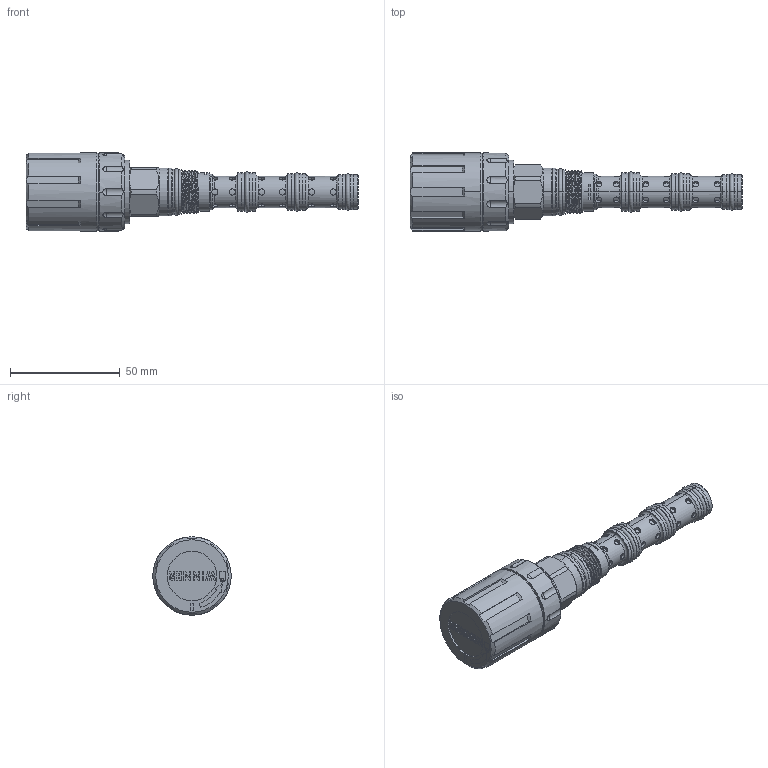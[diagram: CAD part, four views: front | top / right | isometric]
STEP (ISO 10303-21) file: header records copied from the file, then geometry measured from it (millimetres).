
FILE_DESCRIPTION (( 'STEP AP203' ), '1' );
FILE_NAME ('DT31A4A30ARA.STEP', '2024-10-29T01:31:59', ( '' ), ( '' ), 'SwSTEP 2.0', 'SolidWorks 2018', '' );
FILE_SCHEMA (( 'CONFIG_CONTROL_DESIGN' ));
Length unit declared in the file: millimetre
Products named in the file (1): DT31A4A30ARA
Bounding box: 151.14 x 35.6 x 35.6 mm (x, y, z)
Volume: 69449.3 mm3; surface area: 15709.1 mm2
Topology: 1 solids, 1 shells, 498 faces, 1227 edges, 796 vertices
Faces by surface type: cylinder 247, plane 166, cone 50, torus 18, sphere 10, bspline 7
Entity records: 20140 total; most frequent: CARTESIAN_POINT 8628, ORIENTED_EDGE 2454, DIRECTION 2240, EDGE_CURVE 1227, AXIS2_PLACEMENT_3D 852, VERTEX_POINT 796, EDGE_LOOP 563, VECTOR 536
